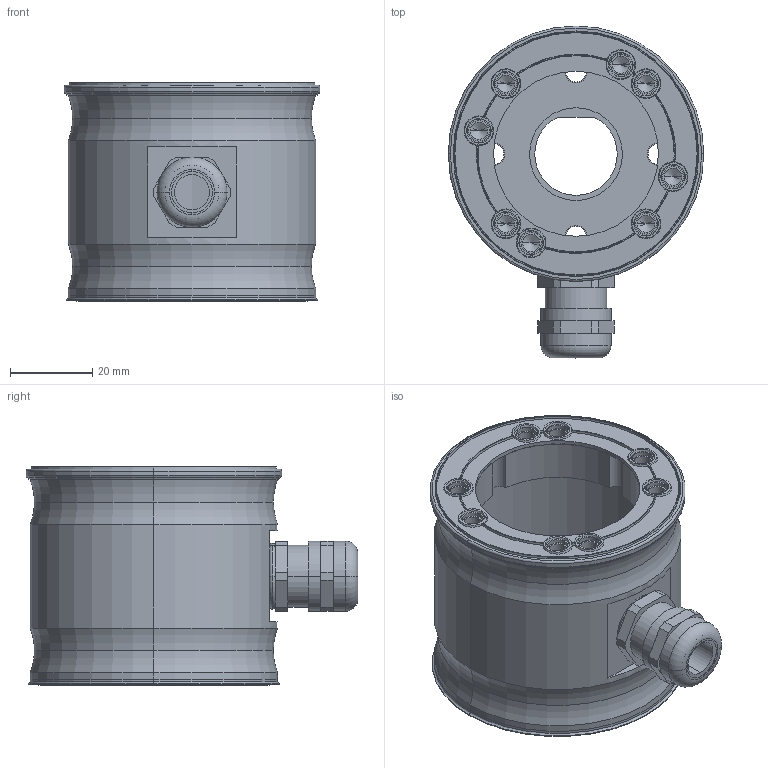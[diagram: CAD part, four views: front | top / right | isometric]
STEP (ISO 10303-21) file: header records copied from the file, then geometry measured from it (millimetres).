
FILE_DESCRIPTION (( 'STEP AP203' ), '1' );
FILE_NAME ('+JSBRU009 R01.STEP', '2019-03-14T13:35:38', ( '' ), ( '' ), 'SwSTEP 2.0', 'SolidWorks 2018', '' );
FILE_SCHEMA (( 'CONFIG_CONTROL_DESIGN' ));
Length unit declared in the file: millimetre
Products named in the file (1): +JSBRU009 R01
Bounding box: 62 x 80.5 x 52.9 mm (x, y, z)
Volume: 54268.1 mm3; surface area: 40139.9 mm2
Topology: 8 solids, 8 shells, 443 faces, 1087 edges, 694 vertices
Faces by surface type: plane 161, cone 150, cylinder 96, torus 24, bspline 12
Entity records: 13490 total; most frequent: CARTESIAN_POINT 2555, DIRECTION 2457, ORIENTED_EDGE 2142, EDGE_CURVE 1071, AXIS2_PLACEMENT_3D 1012, VERTEX_POINT 694, CIRCLE 580, EDGE_LOOP 543
